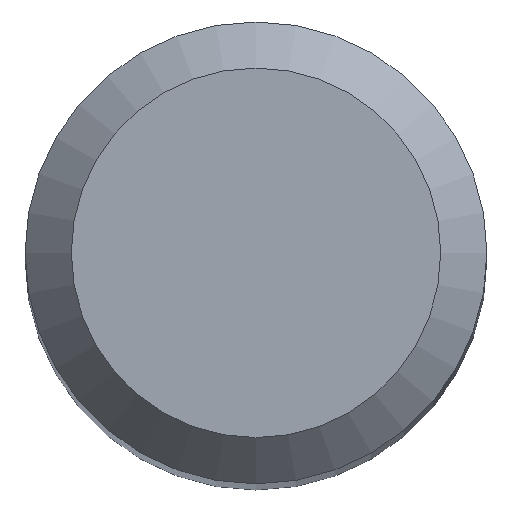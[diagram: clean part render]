
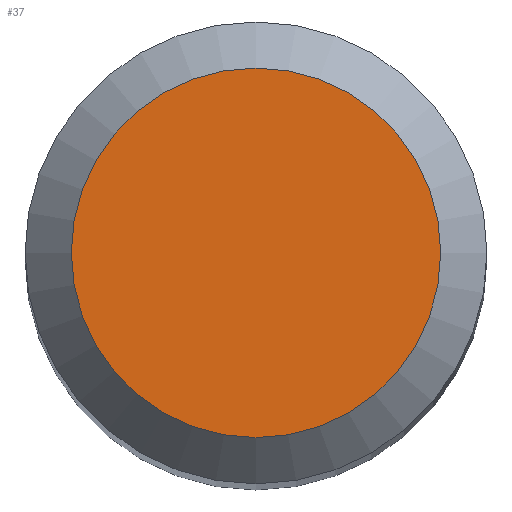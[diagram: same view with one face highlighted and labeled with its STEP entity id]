
A CAD part, top view. The second image highlights one B-rep face of the part: STEP entity #37.
In plain terms, the highlighted planar face has unit normal (0, 0, 1).
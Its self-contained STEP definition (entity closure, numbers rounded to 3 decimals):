
#4 = DIRECTION ( 'NONE',  ( 1., 0., 0. ) ) ;
#9 = CARTESIAN_POINT ( 'NONE',  ( 1.6, 0., 38. ) ) ;
#25 = CARTESIAN_POINT ( 'NONE',  ( 0., 0., 38. ) ) ;
#37 = ADVANCED_FACE ( 'NONE', ( #224 ), #183, .T. ) ;
#46 = AXIS2_PLACEMENT_3D ( 'NONE', #25, #172, #4 ) ;
#49 = VERTEX_POINT ( 'NONE', #9 ) ;
#50 = CIRCLE ( 'NONE', #46, 1.6 ) ;
#54 = EDGE_LOOP ( 'NONE', ( #181 ) ) ;
#62 = DIRECTION ( 'NONE',  ( 0., 0., 1. ) ) ;
#82 = DIRECTION ( 'NONE',  ( 1., 0., 0. ) ) ;
#121 = AXIS2_PLACEMENT_3D ( 'NONE', #241, #62, #82 ) ;
#172 = DIRECTION ( 'NONE',  ( 0., 0., 1. ) ) ;
#181 = ORIENTED_EDGE ( 'NONE', *, *, #238, .T. ) ;
#183 = PLANE ( 'NONE',  #121 ) ;
#224 = FACE_OUTER_BOUND ( 'NONE', #54, .T. ) ;
#238 = EDGE_CURVE ( 'NONE', #49, #49, #50, .T. ) ;
#241 = CARTESIAN_POINT ( 'NONE',  ( 0., 0., 38. ) ) ;
